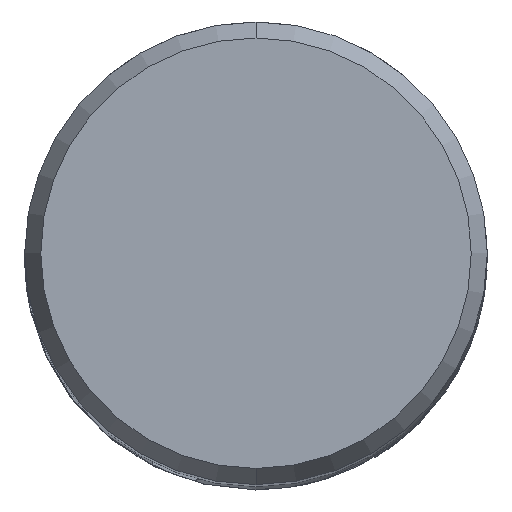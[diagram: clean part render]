
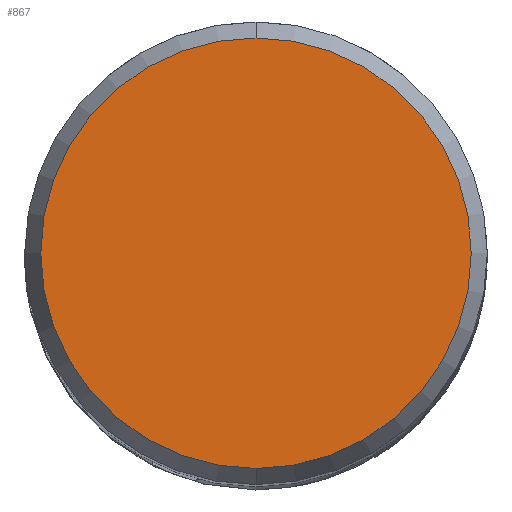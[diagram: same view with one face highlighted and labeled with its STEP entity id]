
A CAD part, top view. The second image highlights one B-rep face of the part: STEP entity #867.
In plain terms, the highlighted planar face has unit normal (0, 0, 1).
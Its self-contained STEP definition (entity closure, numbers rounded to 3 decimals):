
#867=ADVANCED_FACE('',(#1858),#1859,.T.);
#1057=EDGE_CURVE('',#1347,#1289,#2068,.T.);
#1289=VERTEX_POINT('',#2319);
#1347=VERTEX_POINT('',#2378);
#1429=EDGE_CURVE('',#1289,#1347,#2465,.T.);
#1858=FACE_OUTER_BOUND('',#7985,.T.);
#1859=PLANE('',#7986);
#2068=CIRCLE('',#10582,9.307);
#2319=CARTESIAN_POINT('',(0.,-9.307,0.0));
#2378=CARTESIAN_POINT('',(0.0,9.307,0.0));
#2465=CIRCLE('',#13498,9.307);
#7985=EDGE_LOOP('',(#13992,#13993));
#7986=AXIS2_PLACEMENT_3D('',#13994,#13995,#13996);
#10582=AXIS2_PLACEMENT_3D('',#14203,#14204,#14205);
#13498=AXIS2_PLACEMENT_3D('',#14541,#14542,#14543);
#13992=ORIENTED_EDGE('',*,*,#1057,.F.);
#13993=ORIENTED_EDGE('',*,*,#1429,.F.);
#13994=CARTESIAN_POINT('',(0.0,4.654,0.0));
#13995=DIRECTION('',(-0.0,0.0,1.0));
#13996=DIRECTION('',(0.0,-1.0,0.0));
#14203=CARTESIAN_POINT('',(0.0,0.0,0.0));
#14204=DIRECTION('',(0.0,0.0,-1.0));
#14205=DIRECTION('',(0.0,1.0,0.0));
#14541=CARTESIAN_POINT('',(0.0,0.0,0.0));
#14542=DIRECTION('',(0.0,0.0,-1.0));
#14543=DIRECTION('',(0.0,1.0,0.0));
